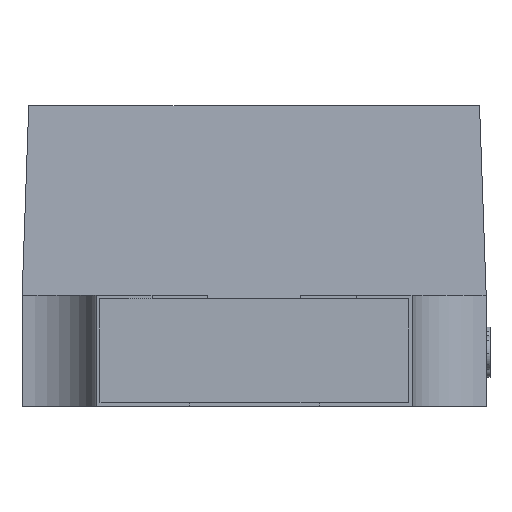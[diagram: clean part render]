
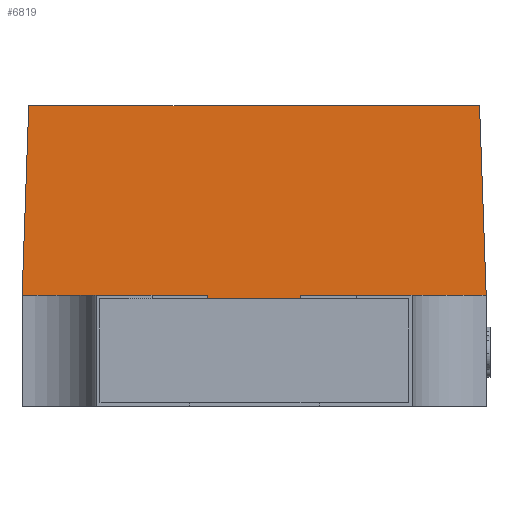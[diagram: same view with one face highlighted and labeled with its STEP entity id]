
A CAD part, left-side view. The second image highlights one B-rep face of the part: STEP entity #6819.
In plain terms, the highlighted planar face has unit normal (-0.999, 0, 0.035).
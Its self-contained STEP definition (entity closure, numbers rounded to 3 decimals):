
#443=FACE_OUTER_BOUND('',#823,.T.);
#823=EDGE_LOOP('',(#4618,#4619,#4620,#4621,#4622,#4623,#4624,#4625));
#1366=LINE('',#9909,#2094);
#1400=LINE('',#9991,#2128);
#1401=LINE('',#9992,#2129);
#1402=LINE('',#9994,#2130);
#1403=LINE('',#9995,#2131);
#1404=LINE('',#9997,#2132);
#1405=LINE('',#9999,#2133);
#1406=LINE('',#10000,#2134);
#2094=VECTOR('',#7832,1.);
#2128=VECTOR('',#7908,1.);
#2129=VECTOR('',#7909,1.);
#2130=VECTOR('',#7910,1.);
#2131=VECTOR('',#7911,1.);
#2132=VECTOR('',#7912,1.);
#2133=VECTOR('',#7913,1.);
#2134=VECTOR('',#7914,1.);
#2626=VERTEX_POINT('',#8994);
#2902=VERTEX_POINT('',#9906);
#2903=VERTEX_POINT('',#9908);
#2912=VERTEX_POINT('',#9932);
#2930=VERTEX_POINT('',#9990);
#2931=VERTEX_POINT('',#9993);
#2932=VERTEX_POINT('',#9996);
#2933=VERTEX_POINT('',#9998);
#3556=EDGE_CURVE('',#2903,#2902,#1366,.T.);
#3600=EDGE_CURVE('',#2912,#2930,#1400,.T.);
#3601=EDGE_CURVE('',#2903,#2930,#1401,.T.);
#3602=EDGE_CURVE('',#2931,#2902,#1402,.T.);
#3603=EDGE_CURVE('',#2931,#2626,#1403,.T.);
#3604=EDGE_CURVE('',#2932,#2626,#1404,.T.);
#3605=EDGE_CURVE('',#2933,#2932,#1405,.T.);
#3606=EDGE_CURVE('',#2933,#2912,#1406,.T.);
#4618=ORIENTED_EDGE('',*,*,#3600,.T.);
#4619=ORIENTED_EDGE('',*,*,#3601,.F.);
#4620=ORIENTED_EDGE('',*,*,#3556,.T.);
#4621=ORIENTED_EDGE('',*,*,#3602,.F.);
#4622=ORIENTED_EDGE('',*,*,#3603,.T.);
#4623=ORIENTED_EDGE('',*,*,#3604,.F.);
#4624=ORIENTED_EDGE('',*,*,#3605,.F.);
#4625=ORIENTED_EDGE('',*,*,#3606,.T.);
#6216=PLANE('',#7249);
#6819=ADVANCED_FACE('',(#443),#6216,.T.);
#7249=AXIS2_PLACEMENT_3D('',#9989,#7906,#7907);
#7832=DIRECTION('',(0.,-1.,0.));
#7906=DIRECTION('center_axis',(-0.999,0.,0.035));
#7907=DIRECTION('ref_axis',(0.035,0.,0.999));
#7908=DIRECTION('',(0.,-1.,0.));
#7909=DIRECTION('',(0.,1.,0.));
#7910=DIRECTION('',(0.,1.,0.));
#7911=DIRECTION('',(0.,-1.,0.));
#7912=DIRECTION('',(-0.035,-0.035,-0.999));
#7913=DIRECTION('',(0.,-1.,0.));
#7914=DIRECTION('',(-0.035,0.035,-0.999));
#8994=CARTESIAN_POINT('',(-0.65,-0.625,0.29));
#9906=CARTESIAN_POINT('',(-0.65,-0.125,0.29));
#9908=CARTESIAN_POINT('',(-0.65,0.125,0.29));
#9909=CARTESIAN_POINT('',(-0.65,-0.625,0.29));
#9932=CARTESIAN_POINT('',(-0.65,0.625,0.29));
#9989=CARTESIAN_POINT('Origin',(-0.65,-0.625,0.29));
#9990=CARTESIAN_POINT('',(-0.65,0.395,0.29));
#9991=CARTESIAN_POINT('',(-0.65,-0.625,0.29));
#9992=CARTESIAN_POINT('',(-0.65,0.125,0.29));
#9993=CARTESIAN_POINT('',(-0.65,-0.395,0.29));
#9994=CARTESIAN_POINT('',(-0.65,-0.125,0.29));
#9995=CARTESIAN_POINT('',(-0.65,-0.625,0.29));
#9996=CARTESIAN_POINT('',(-0.632,-0.607,0.81));
#9997=CARTESIAN_POINT('',(-0.649,-0.623,0.335));
#9998=CARTESIAN_POINT('',(-0.632,0.607,0.81));
#9999=CARTESIAN_POINT('',(-0.632,-0.625,0.81));
#10000=CARTESIAN_POINT('',(-0.649,0.624,0.334));
